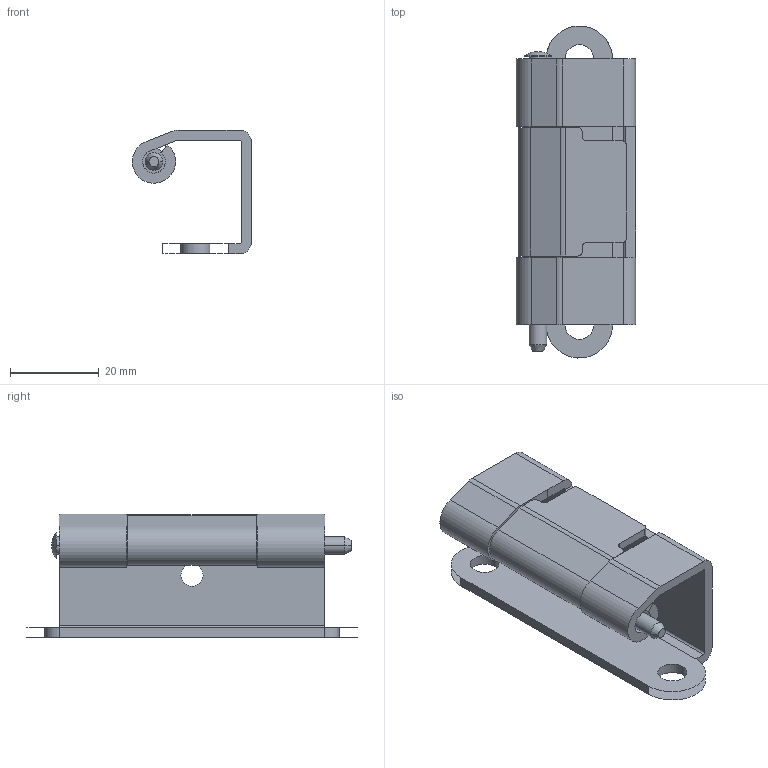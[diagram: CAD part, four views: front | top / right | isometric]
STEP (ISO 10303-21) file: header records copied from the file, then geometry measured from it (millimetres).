
FILE_DESCRIPTION(/* description */ (''),/* implementation_level */ '2;1');
FILE_NAME(/* name */ 'JL275-4',/* time_stamp */ '2024-10-08T14:30:21+08:00',/* author */ (''),/* organization */ (''),/* preprocessor_version */ 'ST-DEVELOPER v19.2',/* originating_system */ 'Rhino 8.5',/* authorisation */ '');
FILE_SCHEMA (('CONFIG_CONTROL_DESIGN'));
Length unit declared in the file: millimetre
Products named in the file (1): Document
Bounding box: 26.91 x 74.97 x 28 mm (x, y, z)
Volume: 2957.5 mm3; surface area: 12195.3 mm2
Topology: 2 solids, 3 shells, 78 faces, 214 edges, 139 vertices
Faces by surface type: plane 40, cylinder 34, bspline 4
Entity records: 2565 total; most frequent: CARTESIAN_POINT 804, ORIENTED_EDGE 416, EDGE_CURVE 212, DIRECTION 212, VERTEX_POINT 139, AXIS2_PLACEMENT_3D 137, B_SPLINE_CURVE_WITH_KNOTS 99, EDGE_LOOP 85
